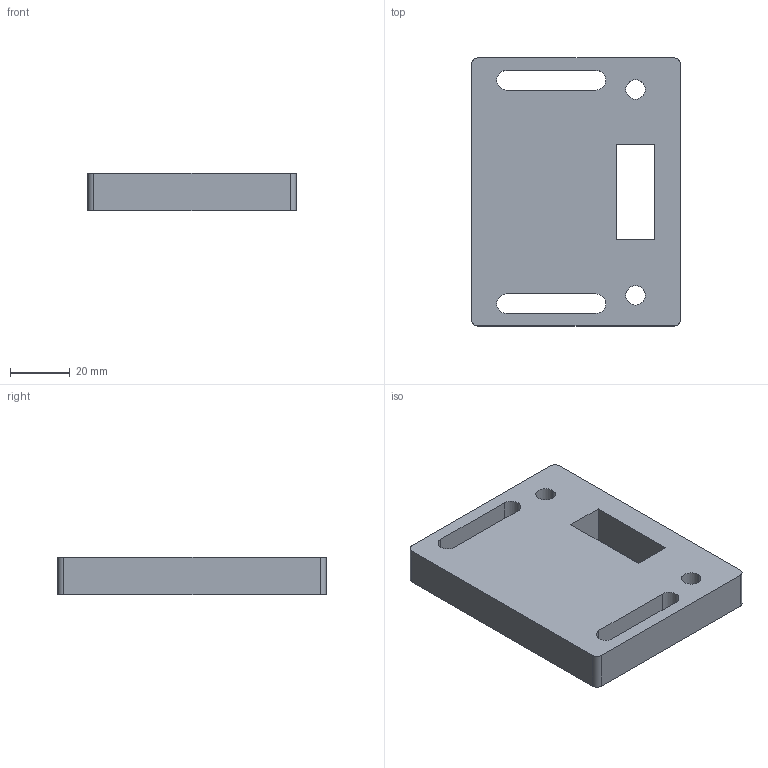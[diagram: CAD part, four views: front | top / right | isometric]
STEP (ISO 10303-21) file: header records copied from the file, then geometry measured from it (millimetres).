
FILE_DESCRIPTION (( 'STEP AP214' ), '1' );
FILE_NAME ('holding fixture base1.STEP', '2019-01-06T22:48:50', ( 'CAEN' ), ( 'University of Michigan' ), 'SwSTEP 2.0', 'SolidWorks 2018', '' );
FILE_SCHEMA (( 'AUTOMOTIVE_DESIGN' ));
Length unit declared in the file: millimetre
Products named in the file (1): holding fixture base1
Bounding box: 70 x 90 x 12.7 mm (x, y, z)
Volume: 67668.8 mm3; surface area: 18388.9 mm2
Topology: 1 solids, 1 shells, 32 faces, 86 edges, 56 vertices
Faces by surface type: cylinder 14, plane 14, cone 4
Entity records: 1064 total; most frequent: DIRECTION 184, CARTESIAN_POINT 175, ORIENTED_EDGE 172, EDGE_CURVE 86, AXIS2_PLACEMENT_3D 65, VERTEX_POINT 56, LINE 54, VECTOR 54
